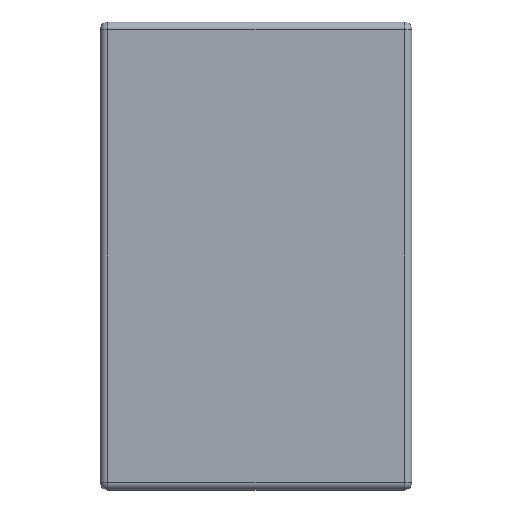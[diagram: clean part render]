
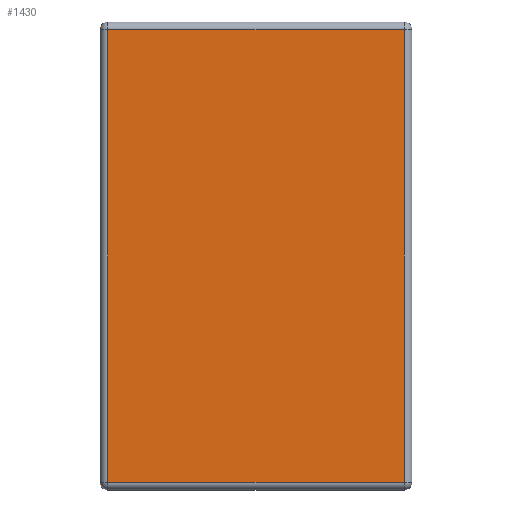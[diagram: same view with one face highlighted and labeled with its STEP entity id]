
A CAD part, front view. The second image highlights one B-rep face of the part: STEP entity #1430.
In plain terms, the highlighted planar face has unit normal (0, -1, 0).
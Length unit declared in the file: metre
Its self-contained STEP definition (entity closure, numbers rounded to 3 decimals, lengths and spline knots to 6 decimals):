
#56 = LINE ( 'NONE', #1917, #1167 ) ;
#115 = DIRECTION ( 'NONE',  ( 0., 1., 0. ) ) ;
#277 = VERTEX_POINT ( 'NONE', #1692 ) ;
#350 = DIRECTION ( 'NONE',  ( 0., 0., 1. ) ) ;
#399 = ORIENTED_EDGE ( 'NONE', *, *, #704, .T. ) ;
#466 = ORIENTED_EDGE ( 'NONE', *, *, #1244, .T. ) ;
#618 = DIRECTION ( 'NONE',  ( 0., 0., -1. ) ) ;
#652 = VERTEX_POINT ( 'NONE', #1688 ) ;
#686 = EDGE_CURVE ( 'NONE', #2854, #886, #56, .T. ) ;
#704 = EDGE_CURVE ( 'NONE', #886, #652, #1069, .T. ) ;
#859 = VECTOR ( 'NONE', #618, 1. ) ;
#886 = VERTEX_POINT ( 'NONE', #932 ) ;
#923 = EDGE_CURVE ( 'NONE', #652, #277, #1693, .T. ) ;
#932 = CARTESIAN_POINT ( 'NONE',  ( 0.110557, -0.01, -0.137124 ) ) ;
#1014 = EDGE_LOOP ( 'NONE', ( #466, #2812, #399, #2917 ) ) ;
#1026 = CARTESIAN_POINT ( 'NONE',  ( -0.084443, -0.01, 0.152876 ) ) ;
#1069 = LINE ( 'NONE', #2677, #2422 ) ;
#1152 = LINE ( 'NONE', #3001, #859 ) ;
#1167 = VECTOR ( 'NONE', #2863, 1. ) ;
#1227 = DIRECTION ( 'NONE',  ( -1., 0., 0. ) ) ;
#1244 = EDGE_CURVE ( 'NONE', #277, #2854, #1152, .T. ) ;
#1430 = ADVANCED_FACE ( 'NONE', ( #2712 ), #2230, .F. ) ;
#1688 = CARTESIAN_POINT ( 'NONE',  ( 0.110557, -0.01, 0.152876 ) ) ;
#1692 = CARTESIAN_POINT ( 'NONE',  ( -0.079443, -0.01, 0.152876 ) ) ;
#1693 = LINE ( 'NONE', #1026, #1931 ) ;
#1917 = CARTESIAN_POINT ( 'NONE',  ( 0.115557, -0.01, -0.137124 ) ) ;
#1931 = VECTOR ( 'NONE', #1227, 1. ) ;
#2230 = PLANE ( 'NONE',  #2702 ) ;
#2422 = VECTOR ( 'NONE', #350, 1. ) ;
#2497 = CARTESIAN_POINT ( 'NONE',  ( -0.079443, -0.01, -0.137124 ) ) ;
#2677 = CARTESIAN_POINT ( 'NONE',  ( 0.110557, -0.01, 0.157876 ) ) ;
#2697 = DIRECTION ( 'NONE',  ( 1., 0., 0. ) ) ;
#2702 = AXIS2_PLACEMENT_3D ( 'NONE', #2952, #115, #2697 ) ;
#2712 = FACE_OUTER_BOUND ( 'NONE', #1014, .T. ) ;
#2812 = ORIENTED_EDGE ( 'NONE', *, *, #686, .T. ) ;
#2854 = VERTEX_POINT ( 'NONE', #2497 ) ;
#2863 = DIRECTION ( 'NONE',  ( 1., 0., 0. ) ) ;
#2917 = ORIENTED_EDGE ( 'NONE', *, *, #923, .T. ) ;
#2952 = CARTESIAN_POINT ( 'NONE',  ( 0., -0.01, 0. ) ) ;
#3001 = CARTESIAN_POINT ( 'NONE',  ( -0.079443, -0.01, -0.142124 ) ) ;
